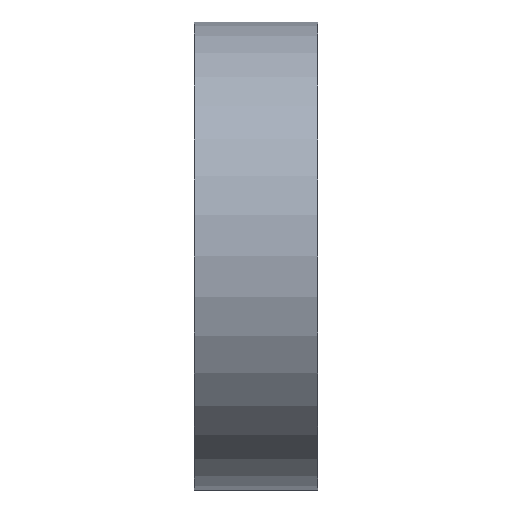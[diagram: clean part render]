
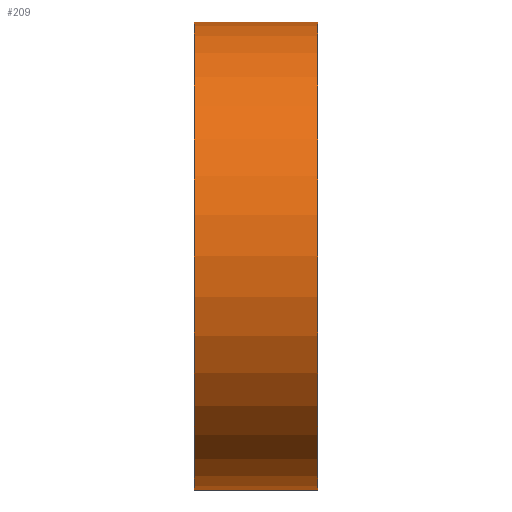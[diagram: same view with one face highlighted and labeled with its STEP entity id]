
A CAD part, left-side view. The second image highlights one B-rep face of the part: STEP entity #209.
In plain terms, the highlighted cylindrical face has radius 15.125 mm (diameter 30.25 mm), a partial arc.
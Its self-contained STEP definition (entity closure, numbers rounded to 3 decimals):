
#2 = CARTESIAN_POINT ( 'NONE',  ( 0., 8., 0. ) ) ;
#8 = CIRCLE ( 'NONE', #156, 15.125 ) ;
#12 = DIRECTION ( 'NONE',  ( 0., -1., 0. ) ) ;
#16 = EDGE_CURVE ( 'NONE', #300, #198, #46, .T. ) ;
#30 = DIRECTION ( 'NONE',  ( 0., -1., 0. ) ) ;
#39 = AXIS2_PLACEMENT_3D ( 'NONE', #2, #30, #78 ) ;
#40 = DIRECTION ( 'NONE',  ( 0., 0., -1. ) ) ;
#46 = LINE ( 'NONE', #138, #235 ) ;
#48 = DIRECTION ( 'NONE',  ( 0., -1., 0. ) ) ;
#70 = LINE ( 'NONE', #292, #208 ) ;
#78 = DIRECTION ( 'NONE',  ( 0., 0., -1. ) ) ;
#91 = VERTEX_POINT ( 'NONE', #193 ) ;
#96 = ORIENTED_EDGE ( 'NONE', *, *, #155, .T. ) ;
#112 = CARTESIAN_POINT ( 'NONE',  ( 0., 0., 0. ) ) ;
#116 = EDGE_CURVE ( 'NONE', #300, #298, #310, .T. ) ;
#117 = ORIENTED_EDGE ( 'NONE', *, *, #16, .F. ) ;
#128 = CARTESIAN_POINT ( 'NONE',  ( 0., 0., 0. ) ) ;
#134 = DIRECTION ( 'NONE',  ( 0., 0., -1. ) ) ;
#138 = CARTESIAN_POINT ( 'NONE',  ( 0., 0., 15.125 ) ) ;
#155 = EDGE_CURVE ( 'NONE', #298, #91, #70, .T. ) ;
#156 = AXIS2_PLACEMENT_3D ( 'NONE', #112, #12, #40 ) ;
#157 = FACE_OUTER_BOUND ( 'NONE', #219, .T. ) ;
#161 = DIRECTION ( 'NONE',  ( 0., -1., 0. ) ) ;
#193 = CARTESIAN_POINT ( 'NONE',  ( 0., 0., -15.125 ) ) ;
#194 = ORIENTED_EDGE ( 'NONE', *, *, #116, .T. ) ;
#198 = VERTEX_POINT ( 'NONE', #255 ) ;
#208 = VECTOR ( 'NONE', #246, 1000. ) ;
#209 = ADVANCED_FACE ( 'NONE', ( #157 ), #251, .T. ) ;
#219 = EDGE_LOOP ( 'NONE', ( #117, #194, #96, #295 ) ) ;
#233 = EDGE_CURVE ( 'NONE', #198, #91, #8, .T. ) ;
#235 = VECTOR ( 'NONE', #48, 1000. ) ;
#246 = DIRECTION ( 'NONE',  ( 0., -1., 0. ) ) ;
#248 = CARTESIAN_POINT ( 'NONE',  ( 0., 8., -15.125 ) ) ;
#249 = AXIS2_PLACEMENT_3D ( 'NONE', #128, #161, #134 ) ;
#251 = CYLINDRICAL_SURFACE ( 'NONE', #249, 15.125 ) ;
#253 = CARTESIAN_POINT ( 'NONE',  ( 0., 8., 15.125 ) ) ;
#255 = CARTESIAN_POINT ( 'NONE',  ( 0., 0., 15.125 ) ) ;
#292 = CARTESIAN_POINT ( 'NONE',  ( 0., 0., -15.125 ) ) ;
#295 = ORIENTED_EDGE ( 'NONE', *, *, #233, .F. ) ;
#298 = VERTEX_POINT ( 'NONE', #248 ) ;
#300 = VERTEX_POINT ( 'NONE', #253 ) ;
#310 = CIRCLE ( 'NONE', #39, 15.125 ) ;
